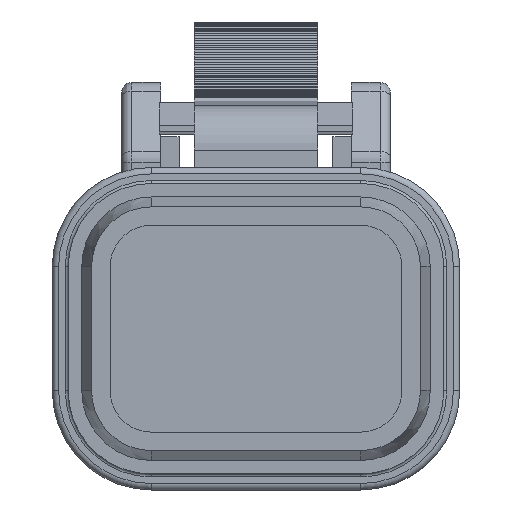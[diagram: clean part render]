
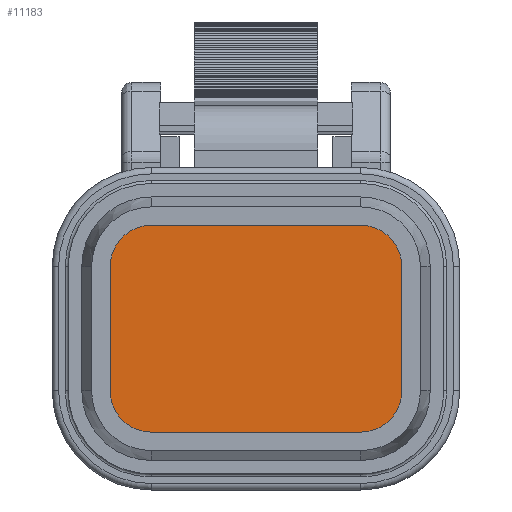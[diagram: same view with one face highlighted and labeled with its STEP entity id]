
A CAD part, front view. The second image highlights one B-rep face of the part: STEP entity #11183.
In plain terms, the highlighted planar face has unit normal (0, -1, 0).
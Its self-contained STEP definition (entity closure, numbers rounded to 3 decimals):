
#2=CARTESIAN_POINT('',(4.245,0.,2.52));
#3=DIRECTION('',(0.,1.,0.));
#4=DIRECTION('',(0.,0.,1.));
#5=AXIS2_PLACEMENT_3D('',#2,#3,#4);
#7=DIRECTION('',(0.,0.,-1.));
#8=VECTOR('',#7,5.04);
#9=CARTESIAN_POINT('',(5.925,0.,2.52));
#10=LINE('',#9,#8);
#11=CARTESIAN_POINT('',(4.245,0.,-2.52));
#12=DIRECTION('',(0.,1.,0.));
#13=DIRECTION('',(1.,0.,0.));
#14=AXIS2_PLACEMENT_3D('',#11,#12,#13);
#16=DIRECTION('',(-1.,0.,0.));
#17=VECTOR('',#16,8.49);
#18=CARTESIAN_POINT('',(4.245,0.,-4.2));
#19=LINE('',#18,#17);
#20=CARTESIAN_POINT('',(-4.245,0.,-2.52));
#21=DIRECTION('',(0.,1.,0.));
#22=DIRECTION('',(0.,0.,-1.));
#23=AXIS2_PLACEMENT_3D('',#20,#21,#22);
#25=DIRECTION('',(0.,0.,1.));
#26=VECTOR('',#25,5.04);
#27=CARTESIAN_POINT('',(-5.925,0.,-2.52));
#28=LINE('',#27,#26);
#29=CARTESIAN_POINT('',(-4.245,0.,2.52));
#30=DIRECTION('',(0.,1.,0.));
#31=DIRECTION('',(-1.,0.,0.));
#32=AXIS2_PLACEMENT_3D('',#29,#30,#31);
#34=DIRECTION('',(1.,0.,0.));
#35=VECTOR('',#34,8.49);
#36=CARTESIAN_POINT('',(-4.245,0.,4.2));
#37=LINE('',#36,#35);
#11128=CARTESIAN_POINT('',(-4.245,0.,4.2));
#11129=CARTESIAN_POINT('',(4.245,0.,4.2));
#11130=VERTEX_POINT('',#11128);
#11131=VERTEX_POINT('',#11129);
#11132=CARTESIAN_POINT('',(5.925,0.,2.52));
#11133=VERTEX_POINT('',#11132);
#11134=CARTESIAN_POINT('',(5.925,0.,-2.52));
#11135=VERTEX_POINT('',#11134);
#11136=CARTESIAN_POINT('',(4.245,0.,-4.2));
#11137=VERTEX_POINT('',#11136);
#11138=CARTESIAN_POINT('',(-4.245,0.,-4.2));
#11139=VERTEX_POINT('',#11138);
#11140=CARTESIAN_POINT('',(-5.925,0.,-2.52));
#11141=VERTEX_POINT('',#11140);
#11142=CARTESIAN_POINT('',(-5.925,0.,2.52));
#11143=VERTEX_POINT('',#11142);
#11160=CARTESIAN_POINT('',(0.,0.,0.));
#11161=DIRECTION('',(0.,1.,0.));
#11162=DIRECTION('',(1.,0.,0.));
#11163=AXIS2_PLACEMENT_3D('',#11160,#11161,#11162);
#11164=PLANE('',#11163);
#11166=ORIENTED_EDGE('',*,*,#11165,.T.);
#11168=ORIENTED_EDGE('',*,*,#11167,.T.);
#11170=ORIENTED_EDGE('',*,*,#11169,.T.);
#11172=ORIENTED_EDGE('',*,*,#11171,.T.);
#11174=ORIENTED_EDGE('',*,*,#11173,.T.);
#11176=ORIENTED_EDGE('',*,*,#11175,.T.);
#11178=ORIENTED_EDGE('',*,*,#11177,.T.);
#11180=ORIENTED_EDGE('',*,*,#11179,.T.);
#11181=EDGE_LOOP('',(#11166,#11168,#11170,#11172,#11174,#11176,#11178,#11180));
#11182=FACE_OUTER_BOUND('',#11181,.F.);
#11183=ADVANCED_FACE('',(#11182),#11164,.F.);
#6=CIRCLE('',#5,1.68);
#15=CIRCLE('',#14,1.68);
#24=CIRCLE('',#23,1.68);
#33=CIRCLE('',#32,1.68);
#11165=EDGE_CURVE('',#11131,#11133,#6,.T.);
#11167=EDGE_CURVE('',#11133,#11135,#10,.T.);
#11169=EDGE_CURVE('',#11135,#11137,#15,.T.);
#11171=EDGE_CURVE('',#11137,#11139,#19,.T.);
#11173=EDGE_CURVE('',#11139,#11141,#24,.T.);
#11175=EDGE_CURVE('',#11141,#11143,#28,.T.);
#11177=EDGE_CURVE('',#11143,#11130,#33,.T.);
#11179=EDGE_CURVE('',#11130,#11131,#37,.T.);
